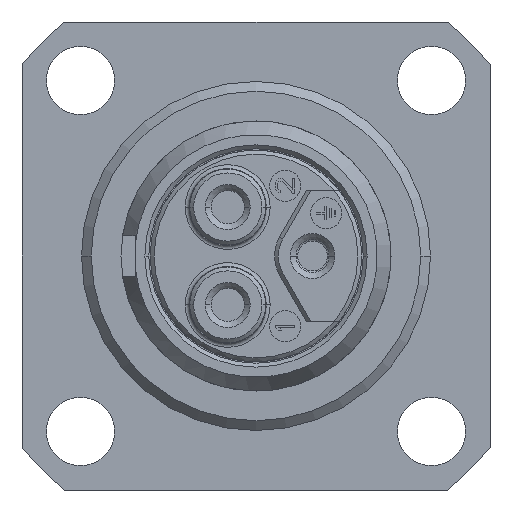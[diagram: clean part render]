
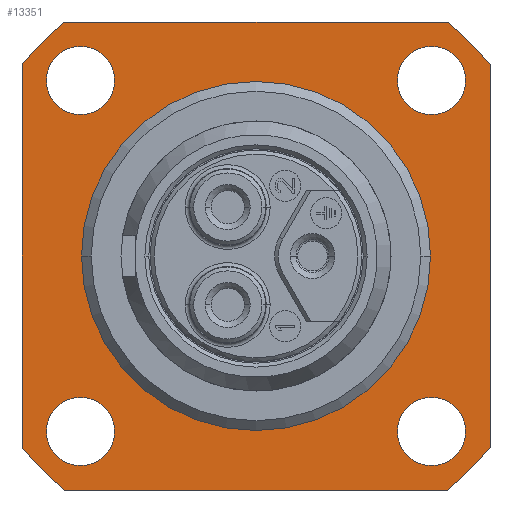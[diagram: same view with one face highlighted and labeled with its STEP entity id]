
A CAD part, left-side view. The second image highlights one B-rep face of the part: STEP entity #13351.
In plain terms, the highlighted planar face has unit normal (-1, 0, 0).
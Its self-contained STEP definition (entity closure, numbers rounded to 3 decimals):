
#304=CARTESIAN_POINT('',(0.7,0.,0.));
#305=DIRECTION('',(1.,0.,0.));
#306=DIRECTION('',(0.,1.,0.));
#307=AXIS2_PLACEMENT_3D('',#304,#305,#306);
#317=CARTESIAN_POINT('',(0.7,0.,0.));
#318=DIRECTION('',(1.,0.,0.));
#319=DIRECTION('',(0.,-1.,0.));
#320=AXIS2_PLACEMENT_3D('',#317,#318,#319);
#322=DIRECTION('',(0.,1.,0.));
#323=VECTOR('',#322,19.621);
#324=CARTESIAN_POINT('',(0.7,-9.811,12.));
#325=LINE('1141',#324,#323);
#326=CARTESIAN_POINT('',(0.7,0.,0.));
#327=DIRECTION('',(1.,0.,0.));
#328=DIRECTION('',(0.,-0.633,0.774));
#329=AXIS2_PLACEMENT_3D('',#326,#327,#328);
#331=DIRECTION('',(0.,0.,1.));
#332=VECTOR('',#331,19.621);
#333=CARTESIAN_POINT('',(0.7,-12.,-9.811));
#334=LINE('1142',#333,#332);
#335=CARTESIAN_POINT('',(0.7,0.,0.));
#336=DIRECTION('',(1.,0.,0.));
#337=DIRECTION('',(0.,-0.774,-0.633));
#338=AXIS2_PLACEMENT_3D('',#335,#336,#337);
#340=DIRECTION('',(0.,-1.,0.));
#341=VECTOR('',#340,19.621);
#342=CARTESIAN_POINT('',(0.7,9.811,-12.));
#343=LINE('1143',#342,#341);
#344=CARTESIAN_POINT('',(0.7,0.,0.));
#345=DIRECTION('',(1.,0.,0.));
#346=DIRECTION('',(0.,0.633,-0.774));
#347=AXIS2_PLACEMENT_3D('',#344,#345,#346);
#349=DIRECTION('',(0.,0.,-1.));
#350=VECTOR('',#349,19.621);
#351=CARTESIAN_POINT('',(0.7,12.,9.811));
#352=LINE('1144',#351,#350);
#353=CARTESIAN_POINT('',(0.7,0.,0.));
#354=DIRECTION('',(1.,0.,0.));
#355=DIRECTION('',(0.,0.774,0.633));
#356=AXIS2_PLACEMENT_3D('',#353,#354,#355);
#358=CARTESIAN_POINT('',(0.7,9.,-9.));
#359=DIRECTION('',(-1.,0.,0.));
#360=DIRECTION('',(0.,0.,-1.));
#361=AXIS2_PLACEMENT_3D('',#358,#359,#360);
#363=CARTESIAN_POINT('',(0.7,9.,-9.));
#364=DIRECTION('',(-1.,0.,0.));
#365=DIRECTION('',(0.,0.,1.));
#366=AXIS2_PLACEMENT_3D('',#363,#364,#365);
#368=CARTESIAN_POINT('',(0.7,9.,9.));
#369=DIRECTION('',(-1.,0.,0.));
#370=DIRECTION('',(0.,0.,-1.));
#371=AXIS2_PLACEMENT_3D('',#368,#369,#370);
#373=CARTESIAN_POINT('',(0.7,9.,9.));
#374=DIRECTION('',(-1.,0.,0.));
#375=DIRECTION('',(0.,0.,1.));
#376=AXIS2_PLACEMENT_3D('',#373,#374,#375);
#378=CARTESIAN_POINT('',(0.7,-9.,-9.));
#379=DIRECTION('',(-1.,0.,0.));
#380=DIRECTION('',(0.,0.,-1.));
#381=AXIS2_PLACEMENT_3D('',#378,#379,#380);
#383=CARTESIAN_POINT('',(0.7,-9.,-9.));
#384=DIRECTION('',(-1.,0.,0.));
#385=DIRECTION('',(0.,0.,1.));
#386=AXIS2_PLACEMENT_3D('',#383,#384,#385);
#388=CARTESIAN_POINT('',(0.7,-9.,9.));
#389=DIRECTION('',(-1.,0.,0.));
#390=DIRECTION('',(0.,0.,-1.));
#391=AXIS2_PLACEMENT_3D('',#388,#389,#390);
#393=CARTESIAN_POINT('',(0.7,-9.,9.));
#394=DIRECTION('',(-1.,0.,0.));
#395=DIRECTION('',(0.,0.,1.));
#396=AXIS2_PLACEMENT_3D('',#393,#394,#395);
#10513=CARTESIAN_POINT('',(0.7,8.95,0.));
#10514=VERTEX_POINT('',#10513);
#10515=CARTESIAN_POINT('',(0.7,-8.95,0.));
#10516=VERTEX_POINT('',#10515);
#10533=CARTESIAN_POINT('',(0.7,9.,-10.75));
#10534=CARTESIAN_POINT('',(0.7,9.,-7.25));
#10535=VERTEX_POINT('',#10533);
#10536=VERTEX_POINT('',#10534);
#10537=CARTESIAN_POINT('',(0.7,9.,7.25));
#10538=CARTESIAN_POINT('',(0.7,9.,10.75));
#10539=VERTEX_POINT('',#10537);
#10540=VERTEX_POINT('',#10538);
#10541=CARTESIAN_POINT('',(0.7,-9.,-10.75));
#10542=CARTESIAN_POINT('',(0.7,-9.,-7.25));
#10543=VERTEX_POINT('',#10541);
#10544=VERTEX_POINT('',#10542);
#10545=CARTESIAN_POINT('',(0.7,-9.,7.25));
#10546=CARTESIAN_POINT('',(0.7,-9.,10.75));
#10547=VERTEX_POINT('',#10545);
#10548=VERTEX_POINT('',#10546);
#10661=CARTESIAN_POINT('',(0.7,-9.811,12.));
#10662=CARTESIAN_POINT('',(0.7,9.811,12.));
#10663=VERTEX_POINT('',#10661);
#10664=VERTEX_POINT('',#10662);
#10665=CARTESIAN_POINT('',(0.7,-12.,-9.811));
#10666=CARTESIAN_POINT('',(0.7,-12.,9.811));
#10667=VERTEX_POINT('',#10665);
#10668=VERTEX_POINT('',#10666);
#10669=CARTESIAN_POINT('',(0.7,9.811,-12.));
#10670=CARTESIAN_POINT('',(0.7,-9.811,-12.));
#10671=VERTEX_POINT('',#10669);
#10672=VERTEX_POINT('',#10670);
#10673=CARTESIAN_POINT('',(0.7,12.,9.811));
#10674=CARTESIAN_POINT('',(0.7,12.,-9.811));
#10675=VERTEX_POINT('',#10673);
#10676=VERTEX_POINT('',#10674);
#13300=CARTESIAN_POINT('',(0.7,0.,0.));
#13301=DIRECTION('',(1.,0.,0.));
#13302=DIRECTION('',(0.,0.,-1.));
#13303=AXIS2_PLACEMENT_3D('',#13300,#13301,#13302);
#13304=PLANE('287',#13303);
#13306=ORIENTED_EDGE('1141',*,*,#13305,.F.);
#13308=ORIENTED_EDGE('1196',*,*,#13307,.T.);
#13310=ORIENTED_EDGE('1142',*,*,#13309,.F.);
#13312=ORIENTED_EDGE('1195',*,*,#13311,.T.);
#13314=ORIENTED_EDGE('1143',*,*,#13313,.F.);
#13316=ORIENTED_EDGE('1194',*,*,#13315,.T.);
#13318=ORIENTED_EDGE('1144',*,*,#13317,.F.);
#13320=ORIENTED_EDGE('1183',*,*,#13319,.T.);
#13321=EDGE_LOOP('287',(#13306,#13308,#13310,#13312,#13314,#13316,#13318,
#13320));
#13322=FACE_OUTER_BOUND('287',#13321,.F.);
#13324=ORIENTED_EDGE('1045',*,*,#13323,.T.);
#13326=ORIENTED_EDGE('1046',*,*,#13325,.T.);
#13327=EDGE_LOOP('287',(#13324,#13326));
#13328=FACE_BOUND('287',#13327,.F.);
#13330=ORIENTED_EDGE('1047',*,*,#13329,.T.);
#13332=ORIENTED_EDGE('1048',*,*,#13331,.T.);
#13333=EDGE_LOOP('287',(#13330,#13332));
#13334=FACE_BOUND('287',#13333,.F.);
#13336=ORIENTED_EDGE('1049',*,*,#13335,.T.);
#13338=ORIENTED_EDGE('1050',*,*,#13337,.T.);
#13339=EDGE_LOOP('287',(#13336,#13338));
#13340=FACE_BOUND('287',#13339,.F.);
#13342=ORIENTED_EDGE('1051',*,*,#13341,.T.);
#13344=ORIENTED_EDGE('1052',*,*,#13343,.T.);
#13345=EDGE_LOOP('287',(#13342,#13344));
#13346=FACE_BOUND('287',#13345,.F.);
#13347=ORIENTED_EDGE('1035',*,*,#13265,.F.);
#13348=ORIENTED_EDGE('1036',*,*,#13288,.F.);
#13349=EDGE_LOOP('287',(#13347,#13348));
#13350=FACE_BOUND('287',#13349,.F.);
#308=CIRCLE('1035',#307,8.95);
#321=CIRCLE('1036',#320,8.95);
#330=CIRCLE('1196',#329,15.5);
#339=CIRCLE('1195',#338,15.5);
#348=CIRCLE('1194',#347,15.5);
#357=CIRCLE('1183',#356,15.5);
#362=CIRCLE('1045',#361,1.75);
#367=CIRCLE('1046',#366,1.75);
#372=CIRCLE('1047',#371,1.75);
#377=CIRCLE('1048',#376,1.75);
#382=CIRCLE('1049',#381,1.75);
#387=CIRCLE('1050',#386,1.75);
#392=CIRCLE('1051',#391,1.75);
#397=CIRCLE('1052',#396,1.75);
#13265=EDGE_CURVE('1035',#10514,#10516,#308,.T.);
#13288=EDGE_CURVE('1036',#10516,#10514,#321,.T.);
#13305=EDGE_CURVE('1141',#10663,#10664,#325,.T.);
#13307=EDGE_CURVE('1196',#10663,#10668,#330,.T.);
#13309=EDGE_CURVE('1142',#10667,#10668,#334,.T.);
#13311=EDGE_CURVE('1195',#10667,#10672,#339,.T.);
#13313=EDGE_CURVE('1143',#10671,#10672,#343,.T.);
#13315=EDGE_CURVE('1194',#10671,#10676,#348,.T.);
#13317=EDGE_CURVE('1144',#10675,#10676,#352,.T.);
#13319=EDGE_CURVE('1183',#10675,#10664,#357,.T.);
#13323=EDGE_CURVE('1045',#10535,#10536,#362,.T.);
#13325=EDGE_CURVE('1046',#10536,#10535,#367,.T.);
#13329=EDGE_CURVE('1047',#10539,#10540,#372,.T.);
#13331=EDGE_CURVE('1048',#10540,#10539,#377,.T.);
#13335=EDGE_CURVE('1049',#10543,#10544,#382,.T.);
#13337=EDGE_CURVE('1050',#10544,#10543,#387,.T.);
#13341=EDGE_CURVE('1051',#10547,#10548,#392,.T.);
#13343=EDGE_CURVE('1052',#10548,#10547,#397,.T.);
#13351=ADVANCED_FACE('287',(#13322,#13328,#13334,#13340,#13346,#13350),#13304,
.F.);
